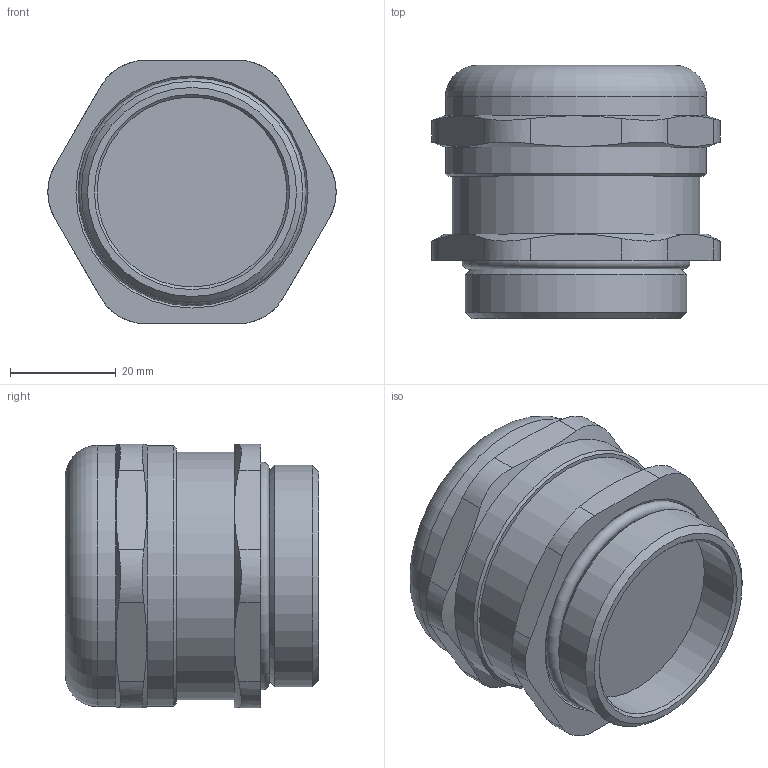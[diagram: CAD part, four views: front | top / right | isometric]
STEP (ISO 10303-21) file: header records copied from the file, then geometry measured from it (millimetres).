
FILE_DESCRIPTION(/* description */ (''),/* implementation_level */ '2;1');
FILE_NAME(/* name */ '',/* time_stamp */ '2025-07-02T16:16:24+07:00',/* author */ ('zeta-86'),/* organization */ (''),/* preprocessor_version */ 'ST-DEVELOPER v19.2',/* originating_system */ 'Autodesk Inventor 2024',/* authorisation */ '');
FILE_SCHEMA (('AUTOMOTIVE_DESIGN { 1 0 10303 214 3 1 1 }'));
Length unit declared in the file: millimetre
Products named in the file (1): Деталь4
Bounding box: 54.64 x 48 x 50 mm (x, y, z)
Volume: 75784.5 mm3; surface area: 12992.6 mm2
Topology: 1 solids, 1 shells, 55 faces, 133 edges, 86 vertices
Faces by surface type: plane 20, cylinder 19, cone 13, torus 3
Full cylindrical faces by diameter (mm): 33.5 x1, 36 x1, 39.6 x1, 41.985 x1, 47 x1, 49.5 x2
Entity records: 1751 total; most frequent: CARTESIAN_POINT 487, ORIENTED_EDGE 266, DIRECTION 246, EDGE_CURVE 133, AXIS2_PLACEMENT_3D 101, VERTEX_POINT 86, EDGE_LOOP 61, FACE_OUTER_BOUND 55
